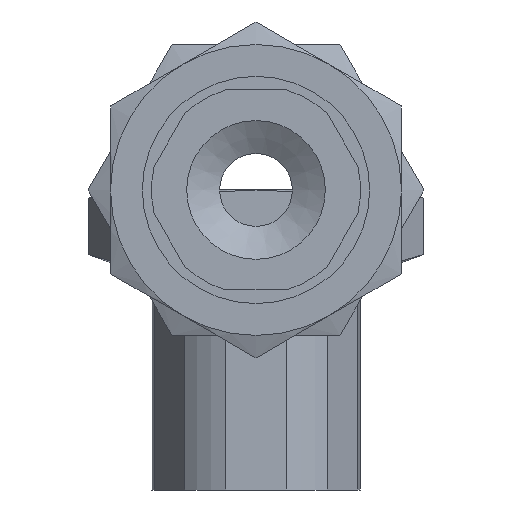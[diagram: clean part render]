
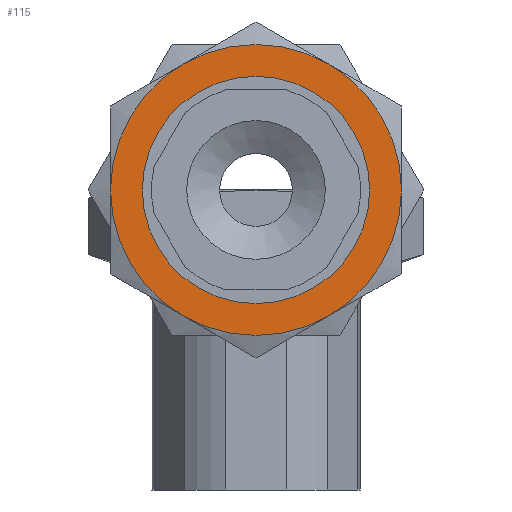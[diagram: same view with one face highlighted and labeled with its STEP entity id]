
A CAD part, front view. The second image highlights one B-rep face of the part: STEP entity #115.
In plain terms, the highlighted face is planar.
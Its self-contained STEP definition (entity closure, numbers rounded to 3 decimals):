
#115 = ADVANCED_FACE( 'NONE', ( #209, #210 ), #211, .F. );
#209 = FACE_OUTER_BOUND( '', #303, .T. );
#210 = FACE_BOUND( '', #304, .T. );
#211 = PLANE( '', #305 );
#303 = EDGE_LOOP( '', ( #513, #514, #515, #516, #517, #518 ) );
#304 = EDGE_LOOP( '', ( #519 ) );
#305 = AXIS2_PLACEMENT_3D( '', #520, #521, #522 );
#513 = ORIENTED_EDGE( '', *, *, #705, .T. );
#514 = ORIENTED_EDGE( '', *, *, #714, .T. );
#515 = ORIENTED_EDGE( '', *, *, #682, .T. );
#516 = ORIENTED_EDGE( '', *, *, #673, .T. );
#517 = ORIENTED_EDGE( '', *, *, #702, .T. );
#518 = ORIENTED_EDGE( '', *, *, #715, .T. );
#519 = ORIENTED_EDGE( '', *, *, #690, .F. );
#520 = CARTESIAN_POINT( '', ( 27.713, -16., 0. ) );
#521 = DIRECTION( '', ( 0., 0., -1. ) );
#522 = DIRECTION( '', ( 0., -1., 0. ) );
#673 = EDGE_CURVE( 'NONE', #856, #859, #861, .T. );
#682 = EDGE_CURVE( 'NONE', #834, #856, #873, .T. );
#690 = EDGE_CURVE( 'NONE', #882, #882, #883, .T. );
#702 = EDGE_CURVE( 'NONE', #859, #896, #898, .T. );
#705 = EDGE_CURVE( 'NONE', #901, #864, #902, .T. );
#714 = EDGE_CURVE( 'NONE', #864, #834, #913, .T. );
#715 = EDGE_CURVE( 'NONE', #896, #901, #914, .T. );
#834 = VERTEX_POINT( 'NONE', #1243 );
#856 = VERTEX_POINT( 'NONE', #1281 );
#859 = VERTEX_POINT( 'NONE', #1289 );
#861 = CIRCLE( '', #1296, 16. );
#864 = VERTEX_POINT( 'NONE', #1304 );
#873 = CIRCLE( '', #1334, 16. );
#882 = VERTEX_POINT( '', #1358 );
#883 = CIRCLE( '', #1359, 11.75 );
#896 = VERTEX_POINT( 'NONE', #1394 );
#898 = CIRCLE( '', #1401, 16. );
#901 = VERTEX_POINT( 'NONE', #1404 );
#902 = CIRCLE( '', #1405, 16. );
#913 = CIRCLE( '', #1437, 16. );
#914 = CIRCLE( '', #1438, 16. );
#1243 = CARTESIAN_POINT( '', ( -13.856, -8., 0. ) );
#1281 = CARTESIAN_POINT( '', ( 0., -16., 0. ) );
#1289 = CARTESIAN_POINT( '', ( 13.856, -8., 0. ) );
#1296 = AXIS2_PLACEMENT_3D( '', #1561, #1562, #1563 );
#1304 = CARTESIAN_POINT( '', ( -13.856, 8., 0. ) );
#1334 = AXIS2_PLACEMENT_3D( '', #1565, #1566, #1567 );
#1358 = CARTESIAN_POINT( '', ( 11.75, 0., 0. ) );
#1359 = AXIS2_PLACEMENT_3D( '', #1568, #1569, #1570 );
#1394 = CARTESIAN_POINT( '', ( 13.856, 8., 0. ) );
#1401 = AXIS2_PLACEMENT_3D( '', #1573, #1574, #1575 );
#1404 = CARTESIAN_POINT( '', ( 0., 16., 0. ) );
#1405 = AXIS2_PLACEMENT_3D( '', #1576, #1577, #1578 );
#1437 = AXIS2_PLACEMENT_3D( '', #1580, #1581, #1582 );
#1438 = AXIS2_PLACEMENT_3D( '', #1583, #1584, #1585 );
#1561 = CARTESIAN_POINT( '', ( 0., 0., 0. ) );
#1562 = DIRECTION( '', ( 0., 0., 1. ) );
#1563 = DIRECTION( '', ( 1., 0., 0. ) );
#1565 = CARTESIAN_POINT( '', ( 0., 0., 0. ) );
#1566 = DIRECTION( '', ( 0., 0., 1. ) );
#1567 = DIRECTION( '', ( 1., 0., 0. ) );
#1568 = CARTESIAN_POINT( '', ( 0., 0., 0. ) );
#1569 = DIRECTION( '', ( 0., 0., 1. ) );
#1570 = DIRECTION( '', ( 1., 0., 0. ) );
#1573 = CARTESIAN_POINT( '', ( 0., 0., 0. ) );
#1574 = DIRECTION( '', ( 0., 0., 1. ) );
#1575 = DIRECTION( '', ( 1., 0., 0. ) );
#1576 = CARTESIAN_POINT( '', ( 0., 0., 0. ) );
#1577 = DIRECTION( '', ( 0., 0., 1. ) );
#1578 = DIRECTION( '', ( 1., 0., 0. ) );
#1580 = CARTESIAN_POINT( '', ( 0., 0., 0. ) );
#1581 = DIRECTION( '', ( 0., 0., 1. ) );
#1582 = DIRECTION( '', ( 1., 0., 0. ) );
#1583 = CARTESIAN_POINT( '', ( 0., 0., 0. ) );
#1584 = DIRECTION( '', ( 0., 0., 1. ) );
#1585 = DIRECTION( '', ( 1., 0., 0. ) );
